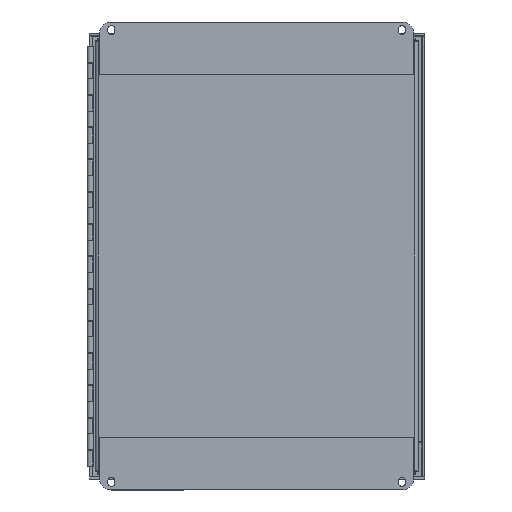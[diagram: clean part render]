
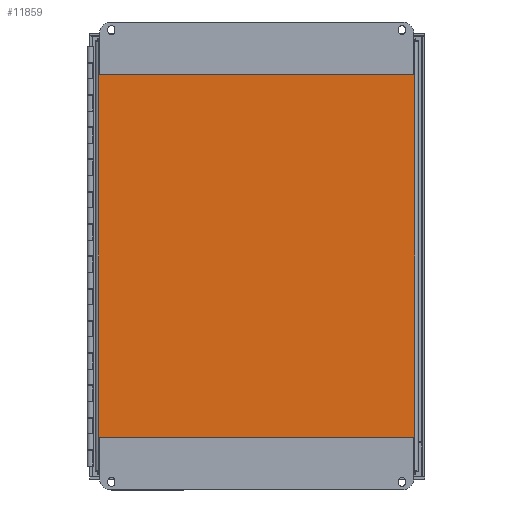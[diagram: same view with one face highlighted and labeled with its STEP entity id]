
A CAD part, top view. The second image highlights one B-rep face of the part: STEP entity #11859.
In plain terms, the highlighted face is planar.
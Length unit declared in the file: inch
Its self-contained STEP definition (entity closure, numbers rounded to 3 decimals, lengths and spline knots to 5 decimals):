
#1361=FACE_OUTER_BOUND('',#2034,.T.);
#2034=EDGE_LOOP('',(#9333,#9334,#9335,#9336));
#3187=LINE('',#18560,#4341);
#3192=LINE('',#18639,#4346);
#3197=LINE('',#18718,#4351);
#3202=LINE('',#18796,#4356);
#4341=VECTOR('',#14860,9.7895);
#4346=VECTOR('',#14871,13.2895);
#4351=VECTOR('',#14884,13.2895);
#4356=VECTOR('',#14897,9.7895);
#5338=VERTEX_POINT('',#18551);
#5339=VERTEX_POINT('',#18559);
#5342=VERTEX_POINT('',#18638);
#5344=VERTEX_POINT('',#18710);
#6735=EDGE_CURVE('',#5339,#5338,#3187,.T.);
#6744=EDGE_CURVE('',#5342,#5339,#3192,.T.);
#6753=EDGE_CURVE('',#5338,#5344,#3197,.T.);
#6762=EDGE_CURVE('',#5344,#5342,#3202,.T.);
#9333=ORIENTED_EDGE('',*,*,#6735,.T.);
#9334=ORIENTED_EDGE('',*,*,#6753,.T.);
#9335=ORIENTED_EDGE('',*,*,#6762,.T.);
#9336=ORIENTED_EDGE('',*,*,#6744,.T.);
#10876=PLANE('',#12627);
#11859=ADVANCED_FACE('',(#1361),#10876,.F.);
#12627=AXIS2_PLACEMENT_3D('',#18863,#14906,#14907);
#14860=DIRECTION('',(-1.,0.,0.));
#14871=DIRECTION('',(0.,-1.,0.));
#14884=DIRECTION('',(0.,1.,0.));
#14897=DIRECTION('',(1.,0.,0.));
#14906=DIRECTION('center_axis',(0.,0.,1.));
#14907=DIRECTION('ref_axis',(1.,0.,0.));
#18551=CARTESIAN_POINT('',(0.10525,0.10525,0.));
#18559=CARTESIAN_POINT('',(9.89475,0.10525,0.));
#18560=CARTESIAN_POINT('',(7.44738,0.10525,0.));
#18638=CARTESIAN_POINT('',(9.89475,13.39475,0.));
#18639=CARTESIAN_POINT('',(9.89475,10.07238,0.));
#18710=CARTESIAN_POINT('',(0.10525,13.39475,0.));
#18718=CARTESIAN_POINT('',(0.10525,3.42763,0.));
#18796=CARTESIAN_POINT('',(2.55263,13.39475,0.));
#18863=CARTESIAN_POINT('Origin',(5.,6.75,0.));
